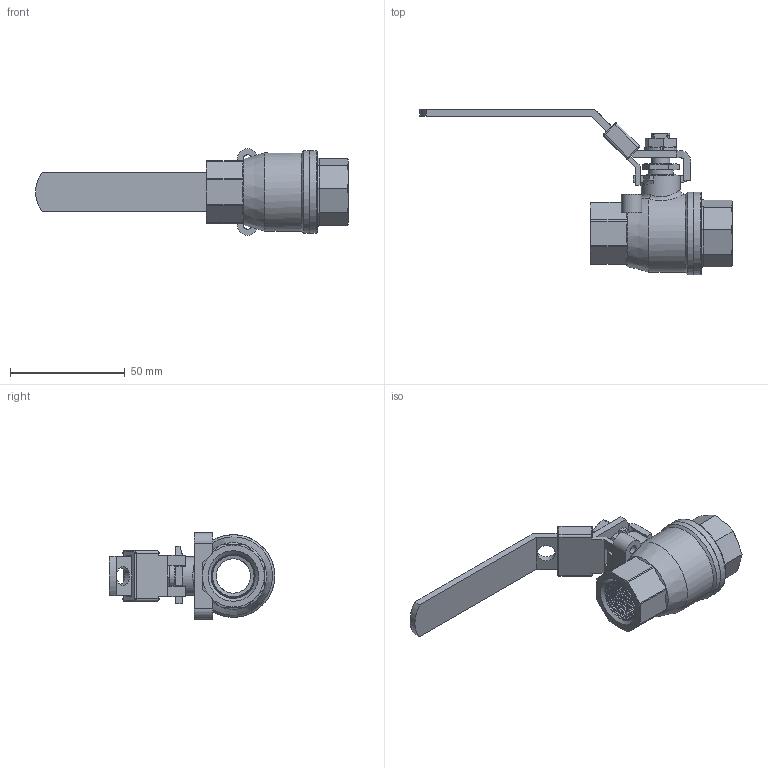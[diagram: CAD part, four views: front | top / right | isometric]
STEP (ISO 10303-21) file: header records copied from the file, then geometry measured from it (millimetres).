
FILE_DESCRIPTION((''),'2;1');
FILE_NAME('VSS050.stp','2013-06-27T15:10:43',('mclevenger'),(''),'Autodesk Inventor 2013','Autodesk Inventor 2013','');
FILE_SCHEMA(('AUTOMOTIVE_DESIGN { 1 0 10303 214 1 1 1 1 }'));
Length unit declared in the file: millimetre
Products named in the file (13): VSS050; VSS050 SW_�w�]; VSS050 ST_�w�]; VSS050 HE_�w�]; VSS050 NT_�w�]; VSS050 TW_�w�]; VSS050 BY_�w�]; VSS050 GN_�w�]; VSS050 BL_�w�]; VSS050 GT_�w�]; VSS050 PG_�w�]; VSS050 SM_�w�]; VSS050 CP_�w�]
Assembly tree (13 placements, depth 2):
  VSS050
    VSS050 SW_�w�]
    VSS050 ST_�w�]  x2
    VSS050 HE_�w�]
    VSS050 NT_�w�]
    VSS050 TW_�w�]
    VSS050 BY_�w�]
    VSS050 GN_�w�]
    VSS050 BL_�w�]
    VSS050 GT_�w�]
    VSS050 PG_�w�]
    VSS050 SM_�w�]
    VSS050 CP_�w�]
Bounding box: 136.2 x 72 x 37.58 mm (x, y, z)
Volume: 42516.5 mm3; surface area: 32441.3 mm2
Topology: 14 solids, 14 shells, 371 faces, 1085 edges, 714 vertices
Faces by surface type: plane 143, cylinder 105, cone 91, bspline 21, torus 9, sphere 2
Full cylindrical faces by diameter (mm): 3.797 x2, 6.909 x1, 8 x4, 8.4 x1, 8.5 x1, 10 x2, 10.881 x2, 11 x2, 11.3 x3, 11.5 x7, 15 x5, 17 x1, 24 x4, 27.8 x1, 30 x6, 30.5 x1, 33 x1, 34 x2, 36 x2
Entity records: 33022 total; most frequent: CARTESIAN_POINT 24747, ORIENTED_EDGE 1820, DIRECTION 1455, EDGE_CURVE 910, VERTEX_POINT 682, AXIS2_PLACEMENT_3D 585, EDGE_LOOP 428, FACE_OUTER_BOUND 326
